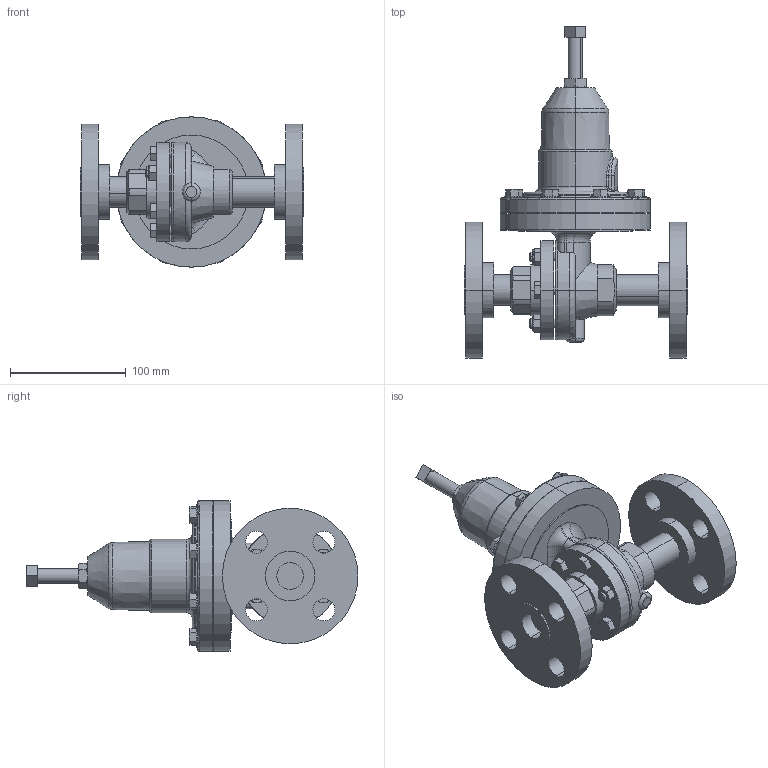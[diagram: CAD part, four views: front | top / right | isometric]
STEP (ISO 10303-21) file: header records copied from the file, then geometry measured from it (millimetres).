
FILE_DESCRIPTION (( 'STEP AP203' ), '1' );
FILE_NAME ('60-075-DI+BR-F3.STEP', '2017-07-20T16:54:02', ( '' ), ( '' ), 'SwSTEP 2.0', 'SolidWorks 2014', '' );
FILE_SCHEMA (( 'CONFIG_CONTROL_DESIGN' ));
Length unit declared in the file: inch
Products named in the file (2): 60-075-DI+BR-F3
Bounding box: 193.55 x 287.27 x 130.05 mm (x, y, z)
Volume: 1297729.5 mm3; surface area: 170835.1 mm2
Topology: 1 solids, 1 shells, 467 faces, 1093 edges, 667 vertices
Faces by surface type: plane 173, cylinder 133, cone 124, torus 26, bspline 11
Entity records: 15452 total; most frequent: CARTESIAN_POINT 4740, DIRECTION 2216, ORIENTED_EDGE 2182, EDGE_CURVE 1091, AXIS2_PLACEMENT_3D 931, VERTEX_POINT 667, EDGE_LOOP 550, CIRCLE 473
